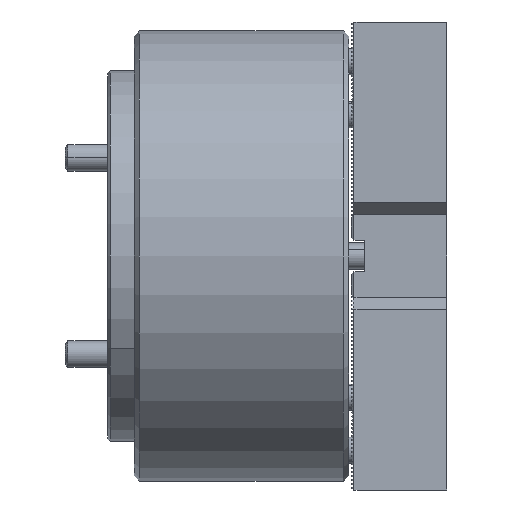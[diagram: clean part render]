
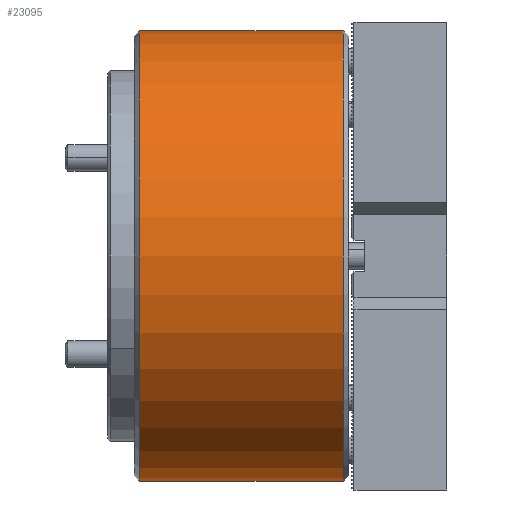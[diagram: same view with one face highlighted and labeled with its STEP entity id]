
A CAD part, front view. The second image highlights one B-rep face of the part: STEP entity #23095.
In plain terms, the highlighted cylindrical face has radius 85 mm (diameter 170 mm), a partial arc.
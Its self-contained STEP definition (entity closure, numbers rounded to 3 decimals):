
#717 = EDGE_LOOP ( 'NONE', ( #6976, #21419, #22160, #13277 ) ) ;
#785 = VERTEX_POINT ( 'NONE', #2062 ) ;
#2062 = CARTESIAN_POINT ( 'NONE',  ( 79., 0., -85. ) ) ;
#2131 = DIRECTION ( 'NONE',  ( 0., 0., 1. ) ) ;
#2191 = AXIS2_PLACEMENT_3D ( 'NONE', #12019, #19921, #2131 ) ;
#3136 = AXIS2_PLACEMENT_3D ( 'NONE', #14722, #22618, #4837 ) ;
#4124 = CARTESIAN_POINT ( 'NONE',  ( 79., 0., 85. ) ) ;
#4319 = AXIS2_PLACEMENT_3D ( 'NONE', #25267, #7496, #15409 ) ;
#4837 = DIRECTION ( 'NONE',  ( 0., 0., -1. ) ) ;
#5603 = DIRECTION ( 'NONE',  ( 1., 0., 0. ) ) ;
#6859 = LINE ( 'NONE', #14773, #16220 ) ;
#6976 = ORIENTED_EDGE ( 'NONE', *, *, #19790, .F. ) ;
#7496 = DIRECTION ( 'NONE',  ( 1., 0., 0. ) ) ;
#9442 = FACE_OUTER_BOUND ( 'NONE', #717, .T. ) ;
#9618 = EDGE_CURVE ( 'NONE', #19566, #12552, #13407, .T. ) ;
#12019 = CARTESIAN_POINT ( 'NONE',  ( 2., 0., 0. ) ) ;
#12552 = VERTEX_POINT ( 'NONE', #15619 ) ;
#13170 = EDGE_CURVE ( 'NONE', #12552, #785, #6859, .T. ) ;
#13277 = ORIENTED_EDGE ( 'NONE', *, *, #25043, .T. ) ;
#13407 = CIRCLE ( 'NONE', #2191, 85. ) ;
#14314 = CIRCLE ( 'NONE', #3136, 85. ) ;
#14722 = CARTESIAN_POINT ( 'NONE',  ( 79., 0., 0. ) ) ;
#14773 = CARTESIAN_POINT ( 'NONE',  ( 329.829, 0., -85. ) ) ;
#15290 = VECTOR ( 'NONE', #5603, 1000. ) ;
#15409 = DIRECTION ( 'NONE',  ( 0., 0., -1. ) ) ;
#15459 = LINE ( 'NONE', #23372, #15290 ) ;
#15619 = CARTESIAN_POINT ( 'NONE',  ( 2., 0., -85. ) ) ;
#16220 = VECTOR ( 'NONE', #22671, 1000. ) ;
#17366 = CYLINDRICAL_SURFACE ( 'NONE', #4319, 85. ) ;
#18546 = VERTEX_POINT ( 'NONE', #4124 ) ;
#19566 = VERTEX_POINT ( 'NONE', #22334 ) ;
#19790 = EDGE_CURVE ( 'NONE', #19566, #18546, #15459, .T. ) ;
#19921 = DIRECTION ( 'NONE',  ( 1., 0., 0. ) ) ;
#21419 = ORIENTED_EDGE ( 'NONE', *, *, #9618, .T. ) ;
#22160 = ORIENTED_EDGE ( 'NONE', *, *, #13170, .T. ) ;
#22334 = CARTESIAN_POINT ( 'NONE',  ( 2., 0., 85. ) ) ;
#22618 = DIRECTION ( 'NONE',  ( -1., 0., 0. ) ) ;
#22671 = DIRECTION ( 'NONE',  ( 1., 0., 0. ) ) ;
#23095 = ADVANCED_FACE ( 'NONE', ( #9442 ), #17366, .T. ) ;
#23372 = CARTESIAN_POINT ( 'NONE',  ( 329.829, 0., 85. ) ) ;
#25043 = EDGE_CURVE ( 'NONE', #785, #18546, #14314, .T. ) ;
#25267 = CARTESIAN_POINT ( 'NONE',  ( 329.829, 0., 0. ) ) ;
